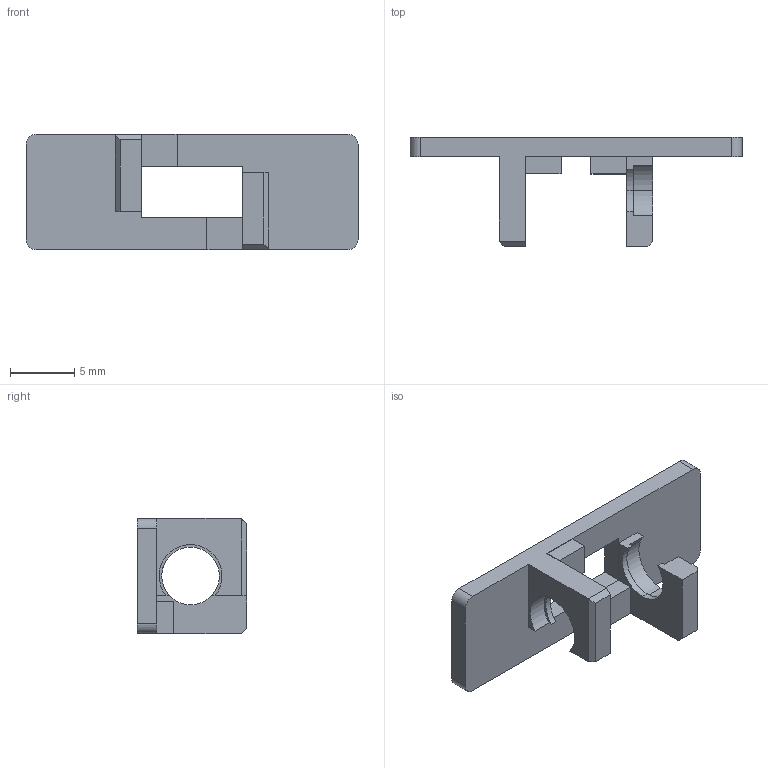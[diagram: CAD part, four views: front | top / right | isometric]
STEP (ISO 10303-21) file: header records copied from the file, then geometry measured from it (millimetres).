
FILE_DESCRIPTION (( 'STEP AP214' ), '1' );
FILE_NAME ('4628C.STEP', '2015-08-07T14:30:07', ( '' ), ( '' ), 'SwSTEP 2.0', 'SolidWorks 2013', '' );
FILE_SCHEMA (( 'AUTOMOTIVE_DESIGN' ));
Length unit declared in the file: inch
Products named in the file (1): 4628C
Bounding box: 25.91 x 8.51 x 8.99 mm (x, y, z)
Volume: 425.7 mm3; surface area: 790.1 mm2
Topology: 3 solids, 3 shells, 50 faces, 132 edges, 88 vertices
Faces by surface type: plane 38, cylinder 12
Entity records: 2180 total; most frequent: CARTESIAN_POINT 271, ORIENTED_EDGE 264, DIRECTION 258, EDGE_CURVE 132, VECTOR 108, LINE 108, VERTEX_POINT 88, AXIS2_PLACEMENT_3D 75
